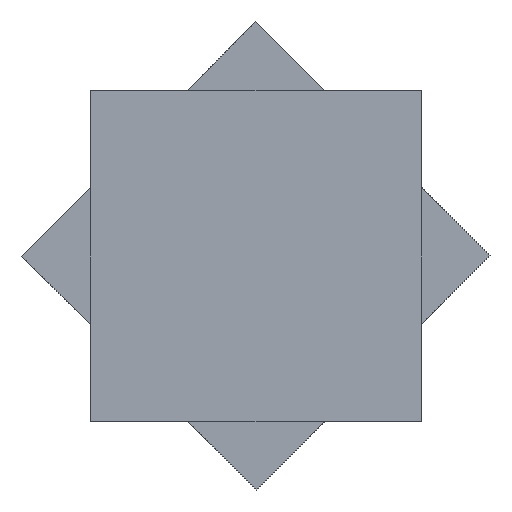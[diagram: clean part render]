
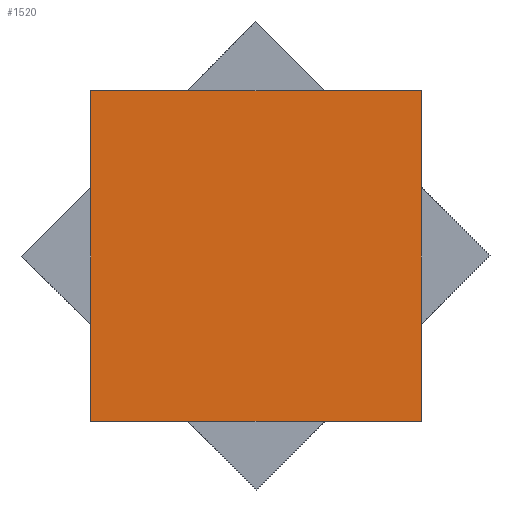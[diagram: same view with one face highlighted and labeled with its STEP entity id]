
A CAD part, left-side view. The second image highlights one B-rep face of the part: STEP entity #1520.
In plain terms, the highlighted planar face has unit normal (-1, 0, 0).
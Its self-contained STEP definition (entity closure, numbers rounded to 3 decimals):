
#410 = CARTESIAN_POINT('',(-150.,0.,100.));
#420 = VERTEX_POINT('',#410);
#430 = CARTESIAN_POINT('',(-150.,100.,100.));
#440 = VERTEX_POINT('',#430);
#510 = CARTESIAN_POINT('',(-150.,100.,0.));
#520 = VERTEX_POINT('',#510);
#530 = CARTESIAN_POINT('',(-150.,0.,0.));
#540 = VERTEX_POINT('',#530);
#620 = CARTESIAN_POINT('',(-150.,50.,100.));
#630 = DIRECTION('',(0.,1.,0.));
#640 = VECTOR('',#630,1.);
#650 = LINE('',#620,#640);
#660 = EDGE_CURVE('',#420,#440,#650,.T.);
#770 = CARTESIAN_POINT('',(-150.,0.,0.));
#780 = DIRECTION('',(0.,0.,1.));
#790 = VECTOR('',#780,1.);
#800 = LINE('',#770,#790);
#810 = EDGE_CURVE('',#540,#420,#800,.T.);
#820 = CARTESIAN_POINT('',(-150.,100.,0.));
#830 = DIRECTION('',(0.,0.,1.));
#840 = VECTOR('',#830,1.);
#850 = LINE('',#820,#840);
#860 = EDGE_CURVE('',#520,#440,#850,.T.);
#1070 = CARTESIAN_POINT('',(-150.,50.,0.));
#1080 = DIRECTION('',(0.,-1.,0.));
#1090 = VECTOR('',#1080,1.);
#1100 = LINE('',#1070,#1090);
#1110 = EDGE_CURVE('',#520,#540,#1100,.T.);
#1410 = ORIENTED_EDGE('',*,*,#810,.T.);
#1420 = ORIENTED_EDGE('',*,*,#660,.T.);
#1430 = ORIENTED_EDGE('',*,*,#860,.F.);
#1440 = ORIENTED_EDGE('',*,*,#1110,.T.);
#1450 = EDGE_LOOP('',(#1410,#1420,#1430,#1440));
#1460 = FACE_BOUND('',#1450,.T.);
#1470 = CARTESIAN_POINT('',(-150.,50.,0.));
#1480 = DIRECTION('',(-1.,0.,0.));
#1490 = DIRECTION('',(0.,0.,1.));
#1500 = AXIS2_PLACEMENT_3D('',#1470,#1480,#1490);
#1510 = PLANE('',#1500);
#1520 = ADVANCED_FACE('',(#1460),#1510,.T.);
